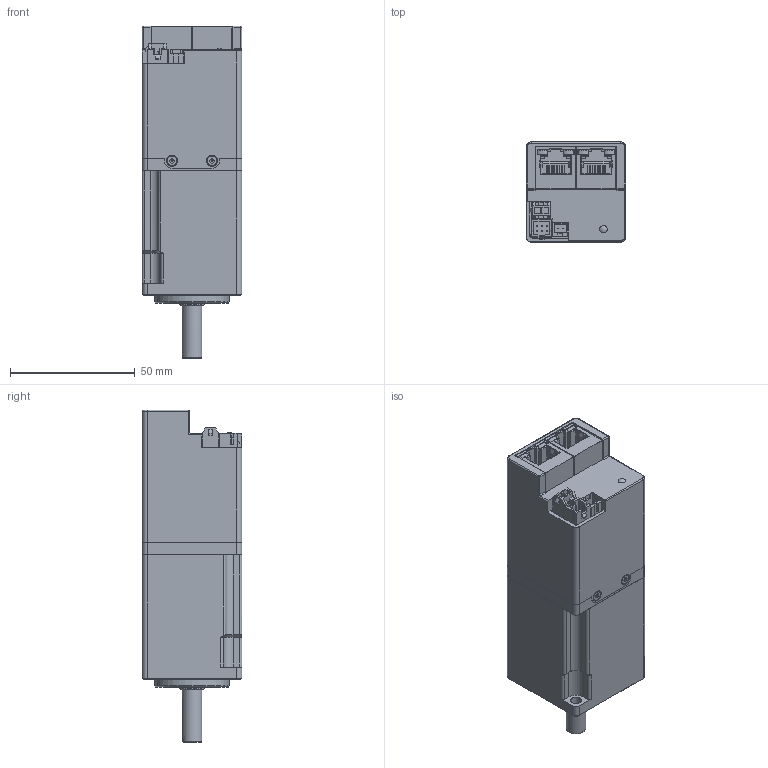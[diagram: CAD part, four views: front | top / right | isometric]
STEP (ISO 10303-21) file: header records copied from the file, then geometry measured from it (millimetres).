
FILE_DESCRIPTION (( 'STEP AP203' ), '1' );
FILE_NAME ('MD40AIS108-48-C00430-B2-7-1E.STEP', '2025-08-07T06:09:18', ( '¼¼Êõ03' ), ( 'HP Inc.' ), 'SwSTEP 2.0', 'SolidWorks 2020', '' );
FILE_SCHEMA (( 'CONFIG_CONTROL_DESIGN' ));
Length unit declared in the file: millimetre
Products named in the file (1): MD40AIS108-48-C00430-B2-7-1E
Bounding box: 40 x 40 x 133 mm (x, y, z)
Volume: 69988.9 mm3; surface area: 55475 mm2
Topology: 17 solids, 17 shells, 1106 faces, 2872 edges, 1797 vertices
Faces by surface type: plane 741, cylinder 202, cone 87, bspline 64, torus 9, sphere 3
Full cylindrical faces by diameter (mm): 0.5 x6, 1.6 x12, 2 x8, 2.4 x4, 2.5 x3, 3 x3, 3.4 x2, 3.8 x4, 4.3 x2, 6 x2, 8 x1, 10 x3, 12 x1, 13 x1, 14 x1, 15 x1, 18 x1, 20 x3, 22 x2, 26 x2, 30 x1, 37 x1, 38 x2
Entity records: 34699 total; most frequent: CARTESIAN_POINT 8797, ORIENTED_EDGE 5396, DIRECTION 4958, EDGE_CURVE 2698, LINE 1984, VECTOR 1984, VERTEX_POINT 1772, AXIS2_PLACEMENT_3D 1487
